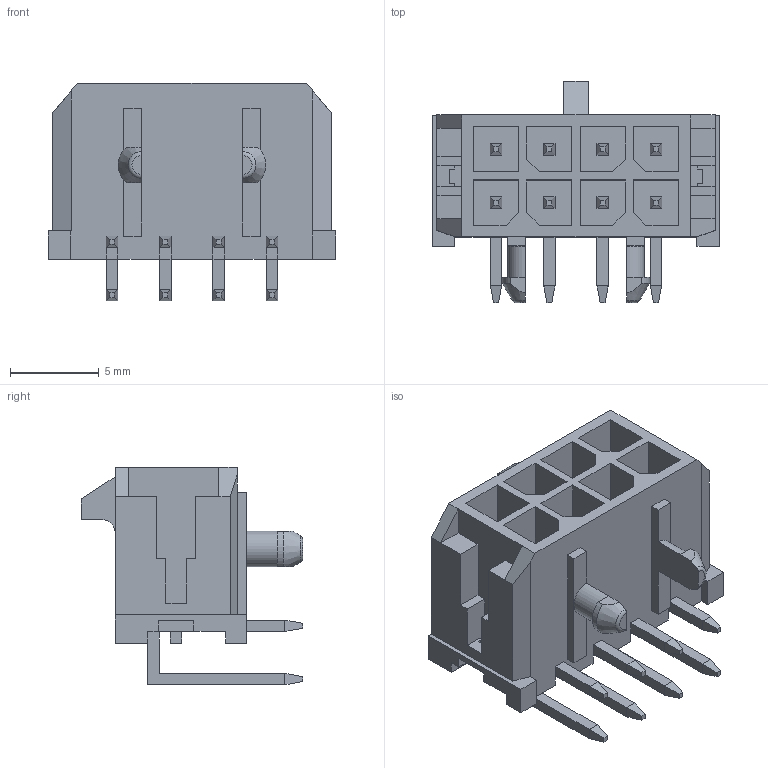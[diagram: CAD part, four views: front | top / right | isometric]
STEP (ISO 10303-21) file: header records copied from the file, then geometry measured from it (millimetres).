
FILE_DESCRIPTION (( 'STEP AP214' ), '1' );
FILE_NAME ('43045-0802.STEP', '2022-09-09T09:00:14', ( '' ), ( '' ), 'SwSTEP 2.0', 'SolidWorks 2022', '' );
FILE_SCHEMA (( 'AUTOMOTIVE_DESIGN' ));
Length unit declared in the file: millimetre
Products named in the file (6): New Marking; Gold; 43045-0802; Body; Pins; Molex Logo-LAPTOP-NQA1DCQ3
Assembly tree (5 placements, depth 2):
  43045-0802
    Body
    Gold
    Pins
    New Marking
    Molex Logo-LAPTOP-NQA1DCQ3
Bounding box: 16.15 x 12.45 x 12.24 mm (x, y, z)
Volume: 677.5 mm3; surface area: 1580 mm2
Topology: 23 solids, 23 shells, 495 faces, 1212 edges, 779 vertices
Faces by surface type: plane 458, bspline 28, cylinder 5, torus 2, cone 2
Entity records: 14778 total; most frequent: CARTESIAN_POINT 2946, ORIENTED_EDGE 2424, DIRECTION 2106, EDGE_CURVE 1212, VECTOR 1116, LINE 1116, VERTEX_POINT 779, EDGE_LOOP 515
